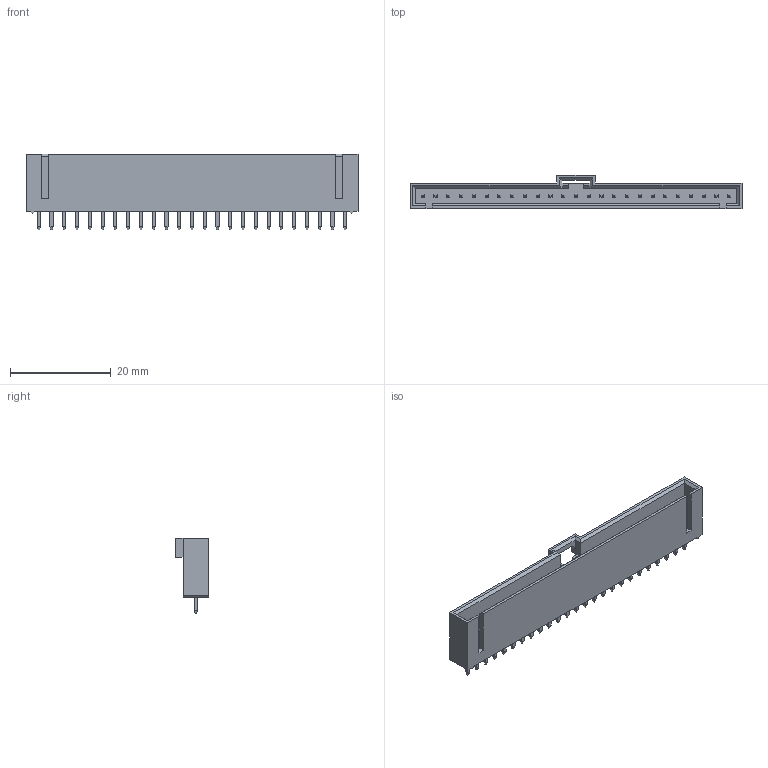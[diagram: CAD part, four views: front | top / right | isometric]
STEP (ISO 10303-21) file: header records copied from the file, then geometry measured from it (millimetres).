
FILE_DESCRIPTION((''),'2;1');
FILE_NAME('705430059','2017-02-22T',('ghp'),(''),'PRO/ENGINEER BY PARAMETRIC TECHNOLOGY CORPORATION, 2012310','PRO/ENGINEER BY PARAMETRIC TECHNOLOGY CORPORATION, 2012310','');
FILE_SCHEMA(('CONFIG_CONTROL_DESIGN'));
Length unit declared in the file: inch
Products named in the file (1): 705430059
Bounding box: 66.04 x 6.6 x 15.11 mm (x, y, z)
Volume: 2137.3 mm3; surface area: 4023.1 mm2
Topology: 1 solids, 1 shells, 507 faces, 1211 edges, 754 vertices
Faces by surface type: plane 505, cylinder 2
Entity records: 14127 total; most frequent: CARTESIAN_POINT 2423, ORIENTED_EDGE 2322, DIRECTION 2281, EDGE_CURVE 1161, VECTOR 1157, LINE 1157, VERTEX_POINT 704, AXIS2_PLACEMENT_3D 562
